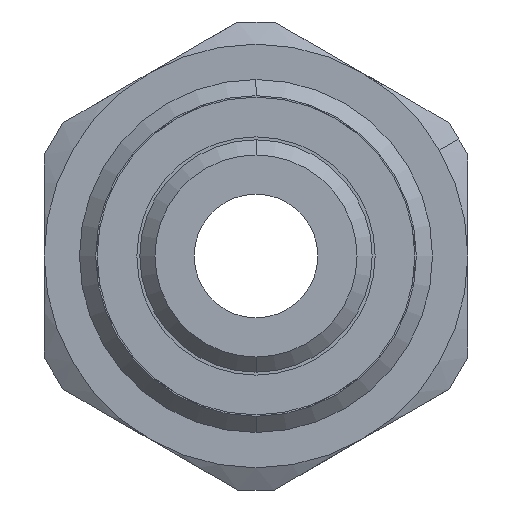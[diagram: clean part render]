
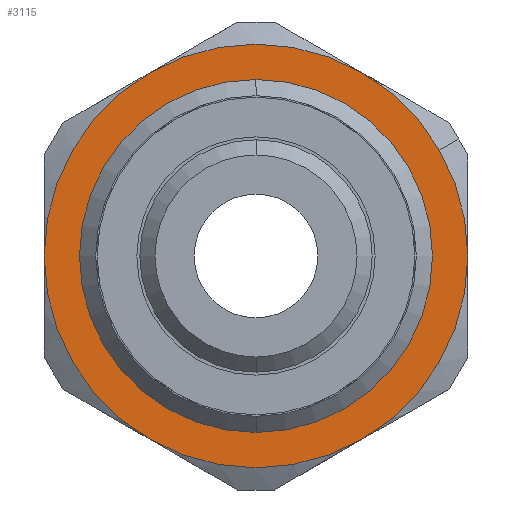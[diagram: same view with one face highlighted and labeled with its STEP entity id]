
A CAD part, front view. The second image highlights one B-rep face of the part: STEP entity #3115.
In plain terms, the highlighted planar face has unit normal (0, -1, 0).
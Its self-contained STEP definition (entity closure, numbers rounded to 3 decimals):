
#44 = CARTESIAN_POINT ( 'NONE',  ( 0., 58.8, 0. ) ) ;
#85 = ORIENTED_EDGE ( 'NONE', *, *, #5453, .T. ) ;
#115 = DIRECTION ( 'NONE',  ( 0., -1., 0. ) ) ;
#237 = EDGE_LOOP ( 'NONE', ( #4982, #457, #85, #4726, #2055, #3934, #5860 ) ) ;
#309 = DIRECTION ( 'NONE',  ( 0.866, 0., 0.5 ) ) ;
#453 = EDGE_CURVE ( 'NONE', #6434, #4296, #3822, .T. ) ;
#457 = ORIENTED_EDGE ( 'NONE', *, *, #453, .T. ) ;
#484 = ORIENTED_EDGE ( 'NONE', *, *, #2326, .F. ) ;
#600 = FACE_OUTER_BOUND ( 'NONE', #237, .T. ) ;
#712 = VERTEX_POINT ( 'NONE', #5761 ) ;
#717 = EDGE_CURVE ( 'NONE', #5680, #1146, #1120, .T. ) ;
#817 = CARTESIAN_POINT ( 'NONE',  ( 0., 58.8, 0. ) ) ;
#993 = DIRECTION ( 'NONE',  ( 0., -1., 0. ) ) ;
#1040 = DIRECTION ( 'NONE',  ( 0., -1., 0. ) ) ;
#1120 = CIRCLE ( 'NONE', #4657, 12. ) ;
#1146 = VERTEX_POINT ( 'NONE', #3279 ) ;
#1200 = DIRECTION ( 'NONE',  ( 0., 0., -1. ) ) ;
#1295 = CARTESIAN_POINT ( 'NONE',  ( -12., 58.8, 0. ) ) ;
#1297 = DIRECTION ( 'NONE',  ( 0.866, 0., 0.5 ) ) ;
#1343 = AXIS2_PLACEMENT_3D ( 'NONE', #1610, #3560, #6071 ) ;
#1345 = EDGE_CURVE ( 'NONE', #4851, #2921, #3618, .T. ) ;
#1352 = CIRCLE ( 'NONE', #2698, 10. ) ;
#1529 = EDGE_CURVE ( 'NONE', #4872, #5680, #4563, .T. ) ;
#1557 = DIRECTION ( 'NONE',  ( -1., 0., 0. ) ) ;
#1610 = CARTESIAN_POINT ( 'NONE',  ( 0., 58.8, 0. ) ) ;
#1709 = EDGE_CURVE ( 'NONE', #712, #4872, #6345, .T. ) ;
#1818 = DIRECTION ( 'NONE',  ( 0., -1., 0. ) ) ;
#2034 = ORIENTED_EDGE ( 'NONE', *, *, #1345, .F. ) ;
#2055 = ORIENTED_EDGE ( 'NONE', *, *, #1529, .T. ) ;
#2109 = CIRCLE ( 'NONE', #2939, 12. ) ;
#2267 = DIRECTION ( 'NONE',  ( 0., -1., 0. ) ) ;
#2325 = AXIS2_PLACEMENT_3D ( 'NONE', #4016, #115, #3086 ) ;
#2326 = EDGE_CURVE ( 'NONE', #2921, #4851, #1352, .T. ) ;
#2608 = CARTESIAN_POINT ( 'NONE',  ( 0., 58.8, 0. ) ) ;
#2634 = FACE_BOUND ( 'NONE', #3613, .T. ) ;
#2637 = AXIS2_PLACEMENT_3D ( 'NONE', #2608, #1040, #3031 ) ;
#2661 = CARTESIAN_POINT ( 'NONE',  ( 0., 58.8, 0. ) ) ;
#2698 = AXIS2_PLACEMENT_3D ( 'NONE', #5734, #5641, #1200 ) ;
#2921 = VERTEX_POINT ( 'NONE', #5461 ) ;
#2939 = AXIS2_PLACEMENT_3D ( 'NONE', #5883, #1818, #309 ) ;
#3031 = DIRECTION ( 'NONE',  ( 0.866, 0., 0.5 ) ) ;
#3086 = DIRECTION ( 'NONE',  ( 0.866, 0., 0.5 ) ) ;
#3113 = AXIS2_PLACEMENT_3D ( 'NONE', #817, #4303, #5245 ) ;
#3115 = ADVANCED_FACE ( 'NONE', ( #600, #2634 ), #4153, .T. ) ;
#3233 = AXIS2_PLACEMENT_3D ( 'NONE', #4091, #6052, #1557 ) ;
#3279 = CARTESIAN_POINT ( 'NONE',  ( 6., 58.8, -10.392 ) ) ;
#3409 = DIRECTION ( 'NONE',  ( 0.866, 0., 0.5 ) ) ;
#3560 = DIRECTION ( 'NONE',  ( 0., -1., 0. ) ) ;
#3613 = EDGE_LOOP ( 'NONE', ( #2034, #484 ) ) ;
#3618 = CIRCLE ( 'NONE', #1343, 10. ) ;
#3625 = AXIS2_PLACEMENT_3D ( 'NONE', #4347, #6315, #3892 ) ;
#3822 = CIRCLE ( 'NONE', #6005, 12. ) ;
#3892 = DIRECTION ( 'NONE',  ( 0.866, 0., 0.5 ) ) ;
#3934 = ORIENTED_EDGE ( 'NONE', *, *, #717, .T. ) ;
#4016 = CARTESIAN_POINT ( 'NONE',  ( 0., 58.8, 0. ) ) ;
#4091 = CARTESIAN_POINT ( 'NONE',  ( 12., 58.8, 6.928 ) ) ;
#4126 = CARTESIAN_POINT ( 'NONE',  ( 6., 58.8, 10.392 ) ) ;
#4153 = PLANE ( 'NONE',  #3233 ) ;
#4296 = VERTEX_POINT ( 'NONE', #4126 ) ;
#4303 = DIRECTION ( 'NONE',  ( 0., -1., 0. ) ) ;
#4347 = CARTESIAN_POINT ( 'NONE',  ( 0., 58.8, 0. ) ) ;
#4563 = CIRCLE ( 'NONE', #3113, 12. ) ;
#4606 = CIRCLE ( 'NONE', #2637, 12. ) ;
#4657 = AXIS2_PLACEMENT_3D ( 'NONE', #2661, #2267, #1297 ) ;
#4720 = CARTESIAN_POINT ( 'NONE',  ( 12., 58.8, 0. ) ) ;
#4726 = ORIENTED_EDGE ( 'NONE', *, *, #1709, .T. ) ;
#4730 = EDGE_CURVE ( 'NONE', #1146, #5530, #5011, .T. ) ;
#4851 = VERTEX_POINT ( 'NONE', #5189 ) ;
#4872 = VERTEX_POINT ( 'NONE', #1295 ) ;
#4972 = EDGE_CURVE ( 'NONE', #5530, #6434, #2109, .T. ) ;
#4982 = ORIENTED_EDGE ( 'NONE', *, *, #4972, .T. ) ;
#5011 = CIRCLE ( 'NONE', #2325, 12. ) ;
#5189 = CARTESIAN_POINT ( 'NONE',  ( 0., 58.8, -10. ) ) ;
#5245 = DIRECTION ( 'NONE',  ( 0.866, 0., 0.5 ) ) ;
#5453 = EDGE_CURVE ( 'NONE', #4296, #712, #4606, .T. ) ;
#5461 = CARTESIAN_POINT ( 'NONE',  ( 0., 58.8, 10. ) ) ;
#5530 = VERTEX_POINT ( 'NONE', #4720 ) ;
#5641 = DIRECTION ( 'NONE',  ( 0., -1., 0. ) ) ;
#5680 = VERTEX_POINT ( 'NONE', #5831 ) ;
#5734 = CARTESIAN_POINT ( 'NONE',  ( 0., 58.8, 0. ) ) ;
#5761 = CARTESIAN_POINT ( 'NONE',  ( -6., 58.8, 10.392 ) ) ;
#5831 = CARTESIAN_POINT ( 'NONE',  ( -6., 58.8, -10.392 ) ) ;
#5860 = ORIENTED_EDGE ( 'NONE', *, *, #4730, .T. ) ;
#5883 = CARTESIAN_POINT ( 'NONE',  ( 0., 58.8, 0. ) ) ;
#5930 = CARTESIAN_POINT ( 'NONE',  ( 10.392, 58.8, 6. ) ) ;
#6005 = AXIS2_PLACEMENT_3D ( 'NONE', #44, #993, #3409 ) ;
#6052 = DIRECTION ( 'NONE',  ( 0., -1., 0. ) ) ;
#6071 = DIRECTION ( 'NONE',  ( 0., 0., -1. ) ) ;
#6315 = DIRECTION ( 'NONE',  ( 0., -1., 0. ) ) ;
#6345 = CIRCLE ( 'NONE', #3625, 12. ) ;
#6434 = VERTEX_POINT ( 'NONE', #5930 ) ;
